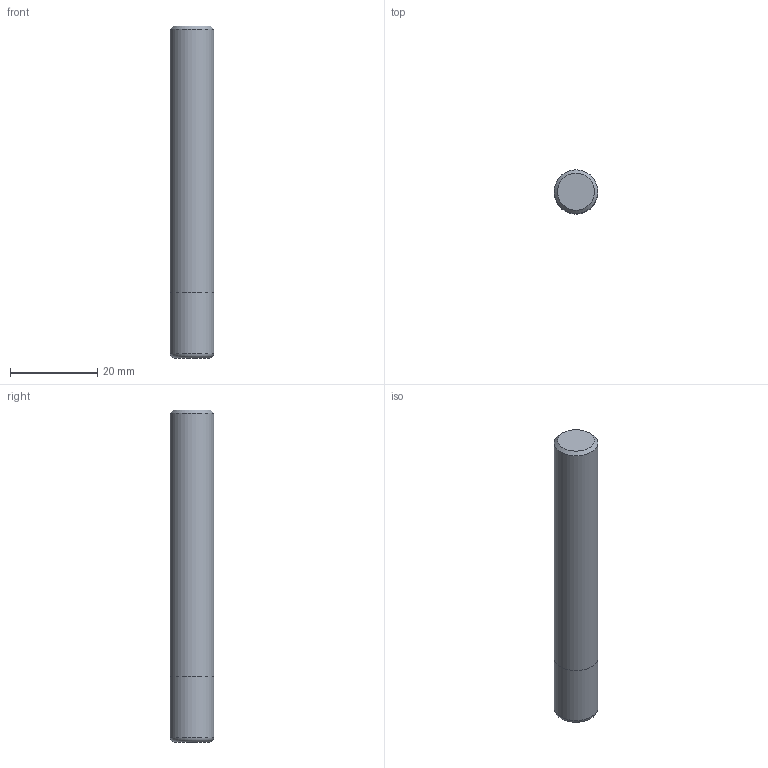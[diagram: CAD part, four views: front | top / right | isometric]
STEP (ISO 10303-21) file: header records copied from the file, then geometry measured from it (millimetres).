
FILE_DESCRIPTION(/* description */ (''),/* implementation_level */ '2;1');
FILE_NAME(/* name */ 'F4AJ1000AWL50R100_LWM.stp',/* time_stamp */ '2020-06-10T13:03:51+06:00',/* author */ (''),/* organization */ (''),/* preprocessor_version */ 'ST-DEVELOPER v16.7',/* originating_system */ 'SIEMENS PLM Software NX 12.0',/* authorisation */ '');
FILE_SCHEMA (('AUTOMOTIVE_DESIGN { 1 0 10303 214 3 1 1 1 }'));
Length unit declared in the file: millimetre
Products named in the file (1): F4AJ1000AWL50R100_LWM
Bounding box: 10 x 10 x 76 mm (x, y, z)
Volume: 5954 mm3; surface area: 2673.1 mm2
Topology: 2 solids, 2 shells, 8 faces, 15 edges, 21 vertices
Faces by surface type: plane 4, cylinder 2, torus 1, cone 1
Full cylindrical faces by diameter (mm): 10 x2
Entity records: 295 total; most frequent: DIRECTION 44, CARTESIAN_POINT 35, AXIS2_PLACEMENT_3D 20, STYLED_ITEM 16, PRESENTATION_STYLE_ASSIGNMENT 16, EDGE_LOOP 12, ORIENTED_EDGE 12, CURVE_STYLE 9
